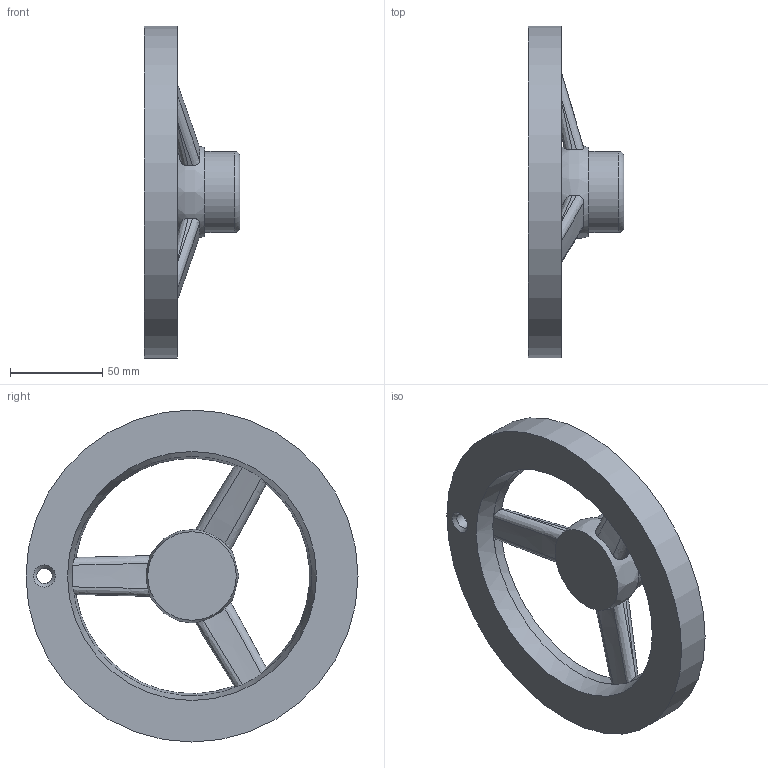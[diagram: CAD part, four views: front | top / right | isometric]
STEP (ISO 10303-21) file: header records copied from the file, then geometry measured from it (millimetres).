
FILE_DESCRIPTION(/* description */ (''),/* implementation_level */ '2;1');
FILE_NAME(/* name */ 'KB_180N',/* time_stamp */ '2012-11-23T15:59:10+08:00',/* author */ (''),/* organization */ (''),/* preprocessor_version */ 'ST-DEVELOPER v9',/* originating_system */ 'UGS - NX 4.0',/* authorisation */ '');
FILE_SCHEMA (('CONFIG_CONTROL_DESIGN'));
Length unit declared in the file: millimetre
Products named in the file (1): AdmiBC8Fxkud
Bounding box: 52 x 180 x 180 mm (x, y, z)
Volume: 282110.2 mm3; surface area: 55567.9 mm2
Topology: 1 solids, 1 shells, 43 faces, 117 edges, 75 vertices
Faces by surface type: cone 14, bspline 13, plane 11, cylinder 3, torus 2
Full cylindrical faces by diameter (mm): 8.4 x1, 44 x1, 180 x1
Entity records: 1921 total; most frequent: CARTESIAN_POINT 954, ORIENTED_EDGE 212, DIRECTION 128, EDGE_CURVE 106, B_SPLINE_CURVE_WITH_KNOTS 73, VERTEX_POINT 72, AXIS2_PLACEMENT_3D 64, EDGE_LOOP 58
